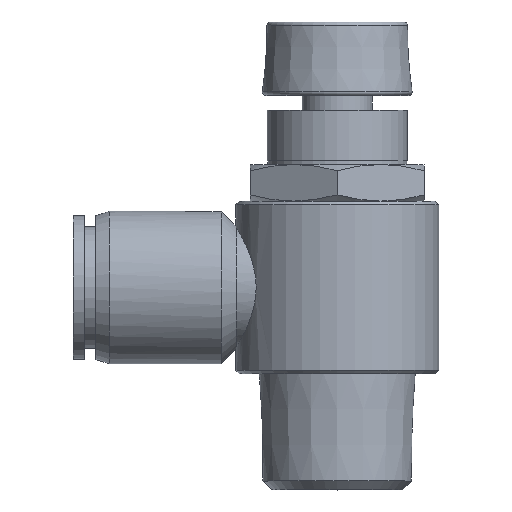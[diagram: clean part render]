
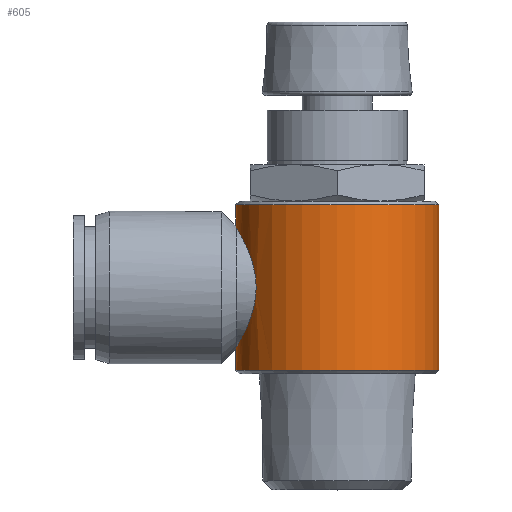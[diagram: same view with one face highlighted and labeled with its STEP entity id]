
A CAD part, top view. The second image highlights one B-rep face of the part: STEP entity #605.
In plain terms, the highlighted cylindrical face has radius 14 mm (diameter 28 mm), a full revolution.
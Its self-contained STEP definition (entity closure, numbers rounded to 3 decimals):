
#35=CYLINDRICAL_SURFACE('',#688,14.);
#82=CIRCLE('',#687,14.);
#83=CIRCLE('',#689,14.);
#190=ORIENTED_EDGE('',*,*,#299,.F.);
#191=ORIENTED_EDGE('',*,*,#300,.T.);
#192=ORIENTED_EDGE('',*,*,#301,.T.);
#193=ORIENTED_EDGE('',*,*,#302,.T.);
#194=ORIENTED_EDGE('',*,*,#303,.T.);
#195=ORIENTED_EDGE('',*,*,#304,.T.);
#299=EDGE_CURVE('',#361,#361,#82,.T.);
#300=EDGE_CURVE('',#362,#363,#401,.T.);
#301=EDGE_CURVE('',#363,#364,#402,.T.);
#302=EDGE_CURVE('',#364,#365,#403,.T.);
#303=EDGE_CURVE('',#365,#362,#404,.T.);
#304=EDGE_CURVE('',#366,#366,#83,.T.);
#361=VERTEX_POINT('',#1101);
#362=VERTEX_POINT('',#1114);
#363=VERTEX_POINT('',#1115);
#364=VERTEX_POINT('',#1120);
#365=VERTEX_POINT('',#1132);
#366=VERTEX_POINT('',#1138);
#401=B_SPLINE_CURVE_WITH_KNOTS('',3,(#1103,#1104,#1105,#1106,#1107,#1108,
#1109,#1110,#1111,#1112,#1113),.UNSPECIFIED.,.F.,.F.,(4,1,1,1,1,1,1,1,4),
(0.,0.003,0.006,0.009,0.012,
0.015,0.018,0.021,0.024),
 .UNSPECIFIED.);
#402=B_SPLINE_CURVE_WITH_KNOTS('',3,(#1116,#1117,#1118,#1119),
 .UNSPECIFIED.,.F.,.F.,(4,4),(0.,0.003),
 .UNSPECIFIED.);
#403=B_SPLINE_CURVE_WITH_KNOTS('',3,(#1121,#1122,#1123,#1124,#1125,#1126,
#1127,#1128,#1129,#1130,#1131),.UNSPECIFIED.,.F.,.F.,(4,1,1,1,1,1,1,1,4),
(0.,0.003,0.006,0.009,0.012,
0.015,0.018,0.021,0.024),
 .UNSPECIFIED.);
#404=B_SPLINE_CURVE_WITH_KNOTS('',3,(#1133,#1134,#1135,#1136),
 .UNSPECIFIED.,.F.,.F.,(4,4),(0.,0.003),
 .UNSPECIFIED.);
#448=EDGE_LOOP('',(#190));
#449=EDGE_LOOP('',(#191,#192,#193,#194));
#450=EDGE_LOOP('',(#195));
#524=FACE_BOUND('',#448,.T.);
#525=FACE_BOUND('',#449,.T.);
#526=FACE_BOUND('',#450,.T.);
#605=ADVANCED_FACE('',(#524,#525,#526),#35,.T.);
#687=AXIS2_PLACEMENT_3D('',#1100,#831,#832);
#688=AXIS2_PLACEMENT_3D('',#1102,#833,#834);
#689=AXIS2_PLACEMENT_3D('',#1137,#835,#836);
#831=DIRECTION('',(0.,-1.,0.));
#832=DIRECTION('',(0.,0.,-1.));
#833=DIRECTION('',(0.,-1.,0.));
#834=DIRECTION('',(0.,0.,-1.));
#835=DIRECTION('',(0.,-1.,0.));
#836=DIRECTION('',(0.,0.,-1.));
#1100=CARTESIAN_POINT('',(0.,-11.4,0.));
#1101=CARTESIAN_POINT('',(0.,-11.4,-14.));
#1102=CARTESIAN_POINT('',(0.,-27.9,0.));
#1103=CARTESIAN_POINT('',(-13.937,-8.316,-1.327));
#1104=CARTESIAN_POINT('',(-13.84,-8.154,-2.341));
#1105=CARTESIAN_POINT('',(-13.432,-7.471,-4.247));
#1106=CARTESIAN_POINT('',(-12.451,-5.585,-6.523));
#1107=CARTESIAN_POINT('',(-11.485,-3.054,-8.038));
#1108=CARTESIAN_POINT('',(-11.034,-0.002,-8.612));
#1109=CARTESIAN_POINT('',(-11.484,3.052,-8.039));
#1110=CARTESIAN_POINT('',(-12.455,5.596,-6.516));
#1111=CARTESIAN_POINT('',(-13.435,7.475,-4.237));
#1112=CARTESIAN_POINT('',(-13.84,8.154,-2.342));
#1113=CARTESIAN_POINT('',(-13.937,8.316,-1.327));
#1114=CARTESIAN_POINT('',(-13.937,-8.316,-1.327));
#1115=CARTESIAN_POINT('',(-13.937,8.316,-1.327));
#1116=CARTESIAN_POINT('',(-13.937,8.316,-1.327));
#1117=CARTESIAN_POINT('',(-14.02,8.538,-0.459));
#1118=CARTESIAN_POINT('',(-14.02,8.538,0.458));
#1119=CARTESIAN_POINT('',(-13.937,8.316,1.327));
#1120=CARTESIAN_POINT('',(-13.937,8.316,1.327));
#1121=CARTESIAN_POINT('',(-13.937,8.316,1.327));
#1122=CARTESIAN_POINT('',(-13.84,8.154,2.341));
#1123=CARTESIAN_POINT('',(-13.432,7.471,4.247));
#1124=CARTESIAN_POINT('',(-12.451,5.585,6.523));
#1125=CARTESIAN_POINT('',(-11.485,3.054,8.038));
#1126=CARTESIAN_POINT('',(-11.034,0.002,8.612));
#1127=CARTESIAN_POINT('',(-11.484,-3.052,8.039));
#1128=CARTESIAN_POINT('',(-12.455,-5.596,6.516));
#1129=CARTESIAN_POINT('',(-13.435,-7.475,4.237));
#1130=CARTESIAN_POINT('',(-13.84,-8.154,2.342));
#1131=CARTESIAN_POINT('',(-13.937,-8.316,1.327));
#1132=CARTESIAN_POINT('',(-13.937,-8.316,1.327));
#1133=CARTESIAN_POINT('',(-13.937,-8.316,1.327));
#1134=CARTESIAN_POINT('',(-14.02,-8.538,0.459));
#1135=CARTESIAN_POINT('',(-14.02,-8.538,-0.458));
#1136=CARTESIAN_POINT('',(-13.937,-8.316,-1.327));
#1137=CARTESIAN_POINT('',(0.,11.4,0.));
#1138=CARTESIAN_POINT('',(0.,11.4,-14.));
